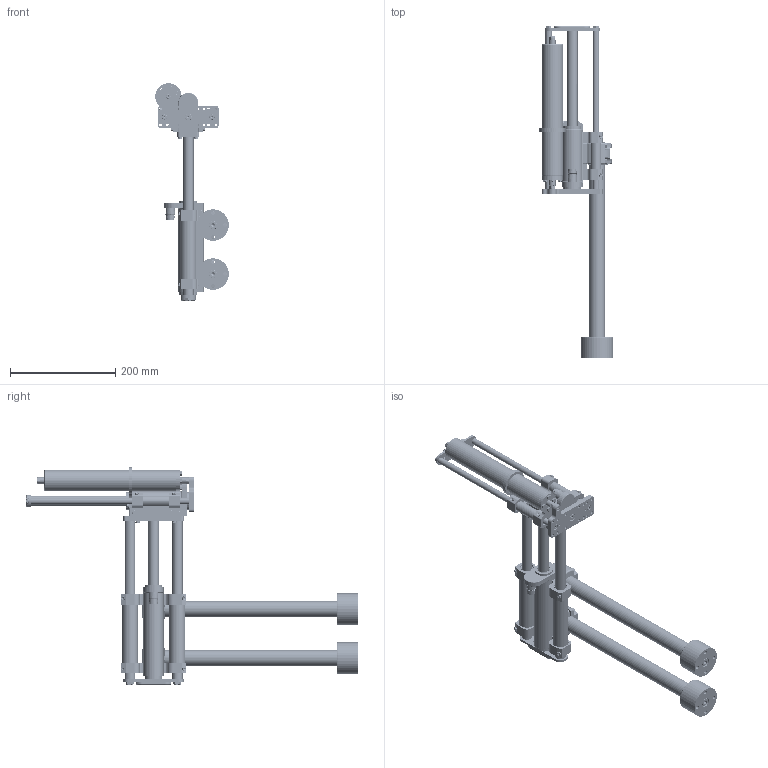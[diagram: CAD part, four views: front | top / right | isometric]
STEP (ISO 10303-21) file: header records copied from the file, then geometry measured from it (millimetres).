
FILE_DESCRIPTION (( 'STEP AP214' ), '1' );
FILE_NAME ('0386-0036_250520_PP13_120-37Sx120_180-37Sx60-BE20-MS04_MT12.STEP', '2025-05-20T12:07:38', ( '' ), ( '' ), 'SwSTEP 2.0', 'SolidWorks 2024', '' );
FILE_SCHEMA (( 'AUTOMOTIVE_DESIGN' ));
Length unit declared in the file: millimetre
Products named in the file (59): SL01-20x14x...2xM8_SL01-20x14x304-2xM8; Stator_PS01-37Sx60-HP-SSC-G01; SM01-37Sx120F-HP-R-xxx_SSCP_Motor_fix; 0180-3495_SM01k-37S-RTS-R; 0180-1356_PB01-37Sv-SSC_PB01-37Sv_SSC-20; 0180-2226_Dichtung_LBBR 20x28x5!19.4; 0230-0745_6kt-schr_M5x20_INOX; 0180-1997_SM01k-37S-RP-SSC; 0230-0644_O-Ring_22.00x1.00_NBR70_schwarz_Gedehnt; 0186-1246_SL30-25x400-SSC; 0160-5323_PP13_SchrP_SM01-37x120_SM01-37x60; 0180-1998_Wellendichtung_20x22x2.5; 0160-5050_SL01h-37Sx60-BE20; 0180-1967_Z01k-VF56x30-SSC; 0180-3494_SM01k-37S-RTS-L; 0180-3849_SM01k-37S-12-RTS-R; 0180-1355_PB01-37Sh-SSC_PB01h-37Sh_SSC-20; 0180-1996_SM01k-37S-FP-SSC; 0186-2459_SM01-37Sx60-XP-R-180_BE20_MSxx_SSCP_Min; SM01-37Sx120F-HP-R-120_SSCP_Läufer_beweglich; 0186-1007_PS01-37Sx60-HP-B01-SSCP-G01-R; 97942-2106100; 0150-6861_PP13_MT12_Max; 0186-1185_SM01-37Sx120F-HP-R-120_SSCP_Max; 0160-3221_Linearkugellager_EXC-20-F-RB; 0180-3856_Dichtung_LBBR 12x20x4; 0230-0613_6kt.-schr._M8x18_INOX; 0230-1144_D1-M6x1_SW7; 0230-0812_Zyl.-Stift_4x8_INOX; 0186-1008_PS01-37Sx120F-HP-B01-SSCP-G01-R; 0180-3850_SM01k-37S-12-RTS-L; 0230-0743_Linearkugellager_LBBR 12-1LS_HV6; 0180-4100_SM01k-37S-12-RTS-R-M5; 0160-0165_MC01-Rg!m-SSC; 0230-0616_6kt.-schr._M5x16_INOX; 0230-0764_6kt-schr_M6x16_INOX; 0160-1944_SL01h-37Sx120-LRT; 0230-1182_Zyl.-Schr_I-6kt_n-K_M6x16_INOX; 0230-0615_Zyl.-Schr_I-6kt_n-K_M8x16_8.8_INOX; 0186-0992_MS01-40x250-SSC_MS01-40x100 ...
Assembly tree (120 placements, depth 5):
  0386-0036_250520_PP13_120-37Sx120_180-37Sx60-BE20-MS04_MT12
    0186-1185_SM01-37Sx120F-HP-R-120_SSCP_Max
      SM01-37Sx120F-HP-R-xxx_SSCP_Motor_fix
        0186-1008_PS01-37Sx120F-HP-B01-SSCP-G01-R
          PS01h-37Sx120F-HP-SSC-R-G01
          0160-0165_MC01-Rg!m-SSC
          0230-0644_O-Ring_22.00x1.00_NBR70_schwarz_Gedehnt  x2
          0180-1356_PB01-37Sv-SSC_PB01-37Sv_SSC-20
          0180-1355_PB01-37Sh-SSC_PB01h-37Sh_SSC-20
          0180-2051_PAW01-20-BL-Lf  x2
        0160-1944_SL01h-37Sx120-LRT  x2
          0180-1622_SL01k-LR-30x...-SSC_SL01k-LR-30x148-SSC
          0160-3221_Linearkugellager_EXC-20-F-RB
          0180-2226_Dichtung_LBBR 20x28x5!19.4
          0160-3221_Linearkugellager_EXC-20-F-RB
        0180-3495_SM01k-37S-RTS-R  x2
        0180-3494_SM01k-37S-RTS-L  x2
        0230-0725_6kt-schr_M5x14_INOX  x8
        97942-2106100  x4
      SM01-37Sx120F-HP-R-120_SSCP_Läufer_beweglich
        0186-1477_PL01-20x310!260-HP-SF_PL01-20x310!260-HP-SF
        SL01-20x14x...2xM8_SL01-20x14x304-2xM8  x2
        0180-1996_SM01k-37S-FP-SSC
        0230-0615_Zyl.-Schr_I-6kt_n-K_M8x16_8.8_INOX  x3
        0180-1997_SM01k-37S-RP-SSC
        0230-0613_6kt.-schr._M8x18_INOX  x2
        0180-1998_Wellendichtung_20x22x2.5  x4
    0186-2459_SM01-37Sx60-XP-R-180_BE20_MSxx_SSCP_Min
      0186-1007_PS01-37Sx60-HP-B01-SSCP-G01-R
        Stator_PS01-37Sx60-HP-SSC-G01
        0230-0644_O-Ring_22.00x1.00_NBR70_schwarz_Gedehnt  x2
        0180-1355_PB01-37Sh-SSC_PB01h-37Sh_SSC-20
        0180-1356_PB01-37Sv-SSC_PB01-37Sv_SSC-20
        0180-2051_PAW01-20-BL-Lf  x2
      0186-2350_PL01-20x310!260-XP-SF_PL01-20x310!260-HP-SF
      0180-3849_SM01k-37S-12-RTS-R
      0180-4100_SM01k-37S-12-RTS-R-M5
      0180-3951_SM01k-37S-MF-40-SSC
      0180-3850_SM01k-37S-12-RTS-L
      0160-5050_SL01h-37Sx60-BE20  x2
        0180-3851_SL01k-LR-20x...-SSC_SL01k-LR-20x73.5-SSC
        0230-0743_Linearkugellager_LBBR 12-1LS_HV6
      0180-3856_Dichtung_LBBR 12x20x4  x4
      0230-0725_6kt-schr_M5x14_INOX  x12
      0180-3853_SL01k-12x...-2xM6-SSC_SL01k-12x305-2xM6-SSC  x2
      0180-3952_SM01k-37S-MA-BE20-SSC
      0230-0615_Zyl.-Schr_I-6kt_n-K_M8x16_8.8_INOX
      0230-1182_Zyl.-Schr_I-6kt_n-K_M6x16_INOX  x2
      0180-3855_SM01k-37S-RP-BE20-SSC
      0230-0764_6kt-schr_M6x16_INOX  x2
      0230-1144_D1-M6x1_SW7  x4
      0230-0616_6kt.-schr._M5x16_INOX
      0180-4093_SM01k-37S-MSB-40
      0186-0992_MS01-40x250-SSC_MS01-40x100
      0230-0705_Zyl.-Schr_I-6kt_n-K_M5x16_INOX
      0186-0061_ML01-12x290!240_ML01-12x290!240
    0160-5323_PP13_SchrP_SM01-37x120_SM01-37x60
      0230-0616_6kt.-schr._M5x16_INOX  x4
    0150-6861_PP13_MT12_Max
      0186-1248_Z01-SF-30-SSC  x2
Bounding box: 139.8 x 629.71 x 412.77 mm (x, y, z)
Volume: 2388231.7 mm3; surface area: 732397.6 mm2
Topology: 129 solids, 129 shells, 6967 faces, 15323 edges, 9017 vertices
Faces by surface type: cone 2385, plane 2138, cylinder 1854, bspline 466, torus 120, sphere 4
Full cylindrical faces by diameter (mm): 1.15 x10, 1.2 x6, 1.6 x8, 2 x4, 2.1 x10, 2.5 x1, 3 x6, 3.1 x2, 3.2 x6, 4 x39, 4.2 x47, 4.5 x2, 4.773 x8, 5 x803, 5.3 x40, 5.4 x1, 6 x72, 6.6 x2, 6.8 x9, 7 x10, 8 x107, 8.3 x4, 8.5 x1, 9 x6, 10 x35, 10.5 x2, 11 x2, 12 x13, 12.17 x1, 13 x7
Entity records: 100441 total; most frequent: CARTESIAN_POINT 30068, DIRECTION 12561, ORIENTED_EDGE 11924, EDGE_CURVE 5962, AXIS2_PLACEMENT_3D 4987, EDGE_LOOP 4714, VERTEX_POINT 4376, FACE_OUTER_BOUND 3696
